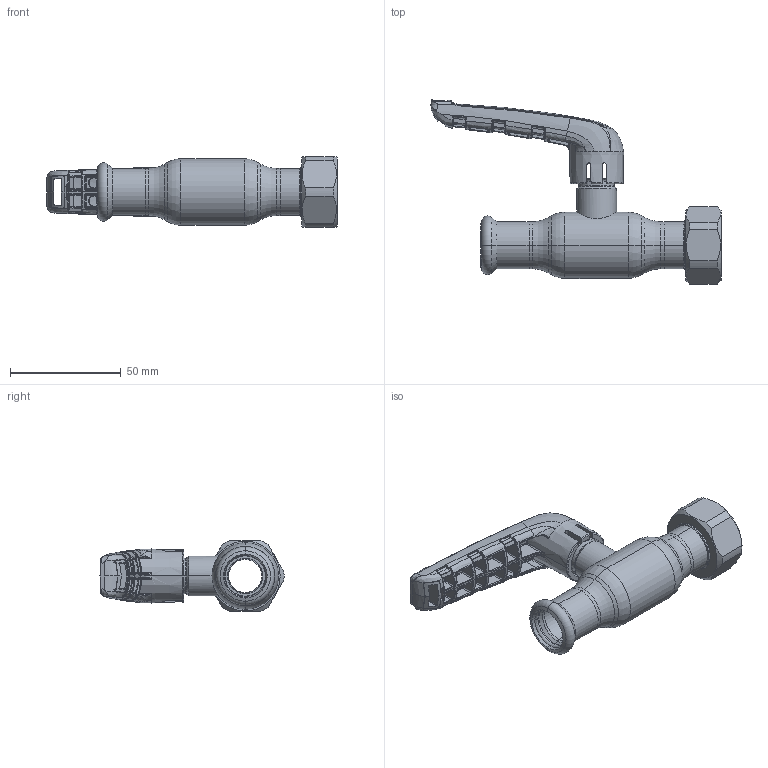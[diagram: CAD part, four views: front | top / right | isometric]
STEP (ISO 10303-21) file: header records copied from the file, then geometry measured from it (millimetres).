
FILE_DESCRIPTION (( 'STEP AP214' ), '1' );
FILE_NAME ('2015001400-xxxx.step', '2019-05-10T06:48:06', ( '' ), ( '' ), 'SwSTEP 2.0', 'SolidWorks 2017', '' );
FILE_SCHEMA (( 'AUTOMOTIVE_DESIGN' ));
Length unit declared in the file: millimetre
Products named in the file (1): 2015001400-xxxx
Bounding box: 130.98 x 83.07 x 32 mm (x, y, z)
Surface area: 25602.3 mm2 (no closed solid volume)
Topology: 0 solids, 13 shells, 870 faces, 2544 edges, 1591 vertices
Faces by surface type: bspline 693, plane 61, cylinder 50, cone 37, torus 29
Entity records: 62335 total; most frequent: CARTESIAN_POINT 35983, ORIENTED_EDGE 4413, EDGE_CURVE 2514, DIRECTION 1745, B_SPLINE_CURVE_WITH_KNOTS 1716, VERTEX_POINT 1591, EDGE_LOOP 895, UNCERTAINTY_MEASURE_WITH_UNIT 872
